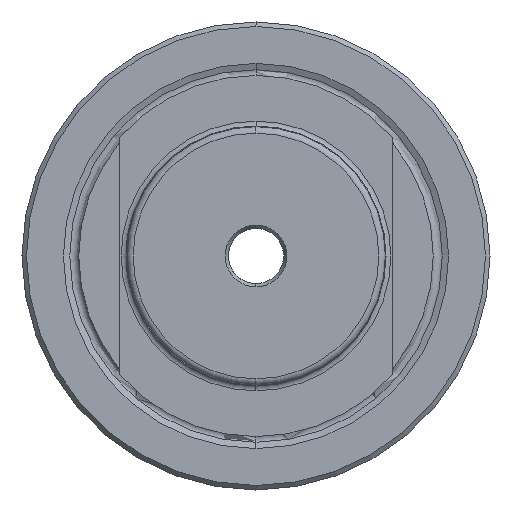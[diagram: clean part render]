
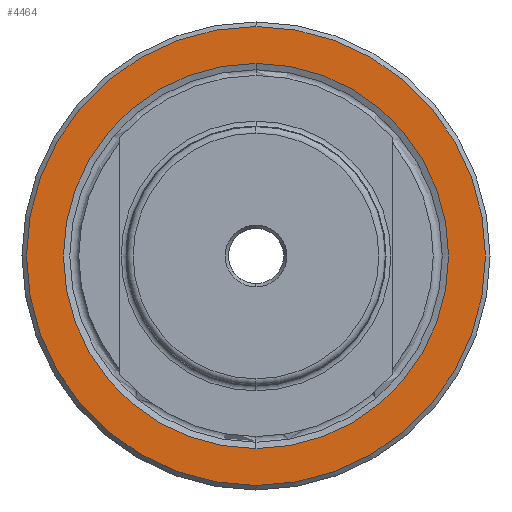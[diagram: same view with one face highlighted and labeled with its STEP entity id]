
A CAD part, left-side view. The second image highlights one B-rep face of the part: STEP entity #4464.
In plain terms, the highlighted planar face has unit normal (-1, 0, 0).
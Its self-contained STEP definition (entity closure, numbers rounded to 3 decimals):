
#99 = ORIENTED_EDGE ( 'NONE', *, *, #4302, .F. ) ;
#217 = CIRCLE ( 'NONE', #899, 29.626 ) ;
#293 = CARTESIAN_POINT ( 'NONE',  ( 40., 0., 35.3 ) ) ;
#304 = VERTEX_POINT ( 'NONE', #1605 ) ;
#308 = AXIS2_PLACEMENT_3D ( 'NONE', #3312, #2907, #2853 ) ;
#498 = AXIS2_PLACEMENT_3D ( 'NONE', #2207, #2180, #2157 ) ;
#503 = AXIS2_PLACEMENT_3D ( 'NONE', #2312, #2288, #2264 ) ;
#771 = CIRCLE ( 'NONE', #503, 35.3 ) ;
#878 = CIRCLE ( 'NONE', #498, 29.626 ) ;
#893 = AXIS2_PLACEMENT_3D ( 'NONE', #1529, #1521, #1514 ) ;
#899 = AXIS2_PLACEMENT_3D ( 'NONE', #1589, #1582, #1580 ) ;
#1116 = CIRCLE ( 'NONE', #893, 35.3 ) ;
#1514 = DIRECTION ( 'NONE',  ( 0., 0., 1. ) ) ;
#1521 = DIRECTION ( 'NONE',  ( -1., 0., 0. ) ) ;
#1529 = CARTESIAN_POINT ( 'NONE',  ( 40., 0., 0. ) ) ;
#1580 = DIRECTION ( 'NONE',  ( 0., 0., 1. ) ) ;
#1582 = DIRECTION ( 'NONE',  ( -1., 0., 0. ) ) ;
#1589 = CARTESIAN_POINT ( 'NONE',  ( 40., 0., 0. ) ) ;
#1597 = FACE_OUTER_BOUND ( 'NONE', #3785, .T. ) ;
#1605 = CARTESIAN_POINT ( 'NONE',  ( 40., 0., -29.626 ) ) ;
#2157 = DIRECTION ( 'NONE',  ( 0., 0., 1. ) ) ;
#2180 = DIRECTION ( 'NONE',  ( -1., 0., 0. ) ) ;
#2207 = CARTESIAN_POINT ( 'NONE',  ( 40., 0., 0. ) ) ;
#2264 = DIRECTION ( 'NONE',  ( 0., 0., 1. ) ) ;
#2288 = DIRECTION ( 'NONE',  ( -1., 0., 0. ) ) ;
#2312 = CARTESIAN_POINT ( 'NONE',  ( 40., 0., 0. ) ) ;
#2853 = DIRECTION ( 'NONE',  ( 0., 0., -1. ) ) ;
#2907 = DIRECTION ( 'NONE',  ( 1., 0., 0. ) ) ;
#2961 = VERTEX_POINT ( 'NONE', #3453 ) ;
#3163 = PLANE ( 'NONE',  #308 ) ;
#3250 = CARTESIAN_POINT ( 'NONE',  ( 40., 0., -35.3 ) ) ;
#3312 = CARTESIAN_POINT ( 'NONE',  ( 40., 0., 29.626 ) ) ;
#3453 = CARTESIAN_POINT ( 'NONE',  ( 40., 0., 29.626 ) ) ;
#3642 = EDGE_CURVE ( 'NONE', #304, #2961, #217, .T. ) ;
#3655 = FACE_BOUND ( 'NONE', #3887, .T. ) ;
#3659 = EDGE_CURVE ( 'NONE', #3946, #4046, #1116, .T. ) ;
#3785 = EDGE_LOOP ( 'NONE', ( #4125, #3802 ) ) ;
#3802 = ORIENTED_EDGE ( 'NONE', *, *, #3659, .T. ) ;
#3887 = EDGE_LOOP ( 'NONE', ( #99, #4220 ) ) ;
#3946 = VERTEX_POINT ( 'NONE', #293 ) ;
#4046 = VERTEX_POINT ( 'NONE', #3250 ) ;
#4125 = ORIENTED_EDGE ( 'NONE', *, *, #4294, .T. ) ;
#4220 = ORIENTED_EDGE ( 'NONE', *, *, #3642, .F. ) ;
#4294 = EDGE_CURVE ( 'NONE', #4046, #3946, #771, .T. ) ;
#4302 = EDGE_CURVE ( 'NONE', #2961, #304, #878, .T. ) ;
#4464 = ADVANCED_FACE ( 'NONE', ( #3655, #1597 ), #3163, .F. ) ;
